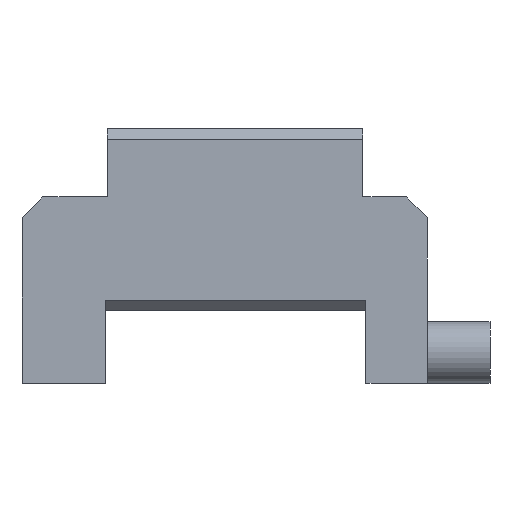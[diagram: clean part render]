
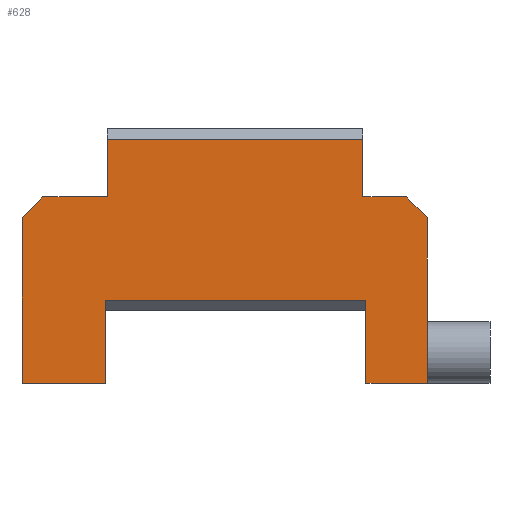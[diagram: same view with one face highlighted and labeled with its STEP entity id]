
A CAD part, front view. The second image highlights one B-rep face of the part: STEP entity #628.
In plain terms, the highlighted planar face has unit normal (0, -1, 0).
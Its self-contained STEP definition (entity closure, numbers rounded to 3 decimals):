
#49=FACE_OUTER_BOUND('',#84,.T.);
#84=EDGE_LOOP('',(#461,#462,#463,#464,#465,#466,#467,#468,#469,#470,#471,
#472,#473,#474,#475));
#145=LINE('',#961,#220);
#147=LINE('',#965,#222);
#149=LINE('',#969,#224);
#150=LINE('',#971,#225);
#151=LINE('',#973,#226);
#152=LINE('',#975,#227);
#153=LINE('',#977,#228);
#154=LINE('',#979,#229);
#155=LINE('',#981,#230);
#156=LINE('',#983,#231);
#157=LINE('',#985,#232);
#158=LINE('',#987,#233);
#159=LINE('',#989,#234);
#160=LINE('',#991,#235);
#161=LINE('',#992,#236);
#220=VECTOR('',#770,10.);
#222=VECTOR('',#774,10.);
#224=VECTOR('',#778,10.);
#225=VECTOR('',#779,10.);
#226=VECTOR('',#780,10.);
#227=VECTOR('',#781,10.);
#228=VECTOR('',#782,10.);
#229=VECTOR('',#783,10.);
#230=VECTOR('',#784,10.);
#231=VECTOR('',#785,10.);
#232=VECTOR('',#786,10.);
#233=VECTOR('',#787,10.);
#234=VECTOR('',#788,10.);
#235=VECTOR('',#789,10.);
#236=VECTOR('',#790,10.);
#290=VERTEX_POINT('',#958);
#291=VERTEX_POINT('',#960);
#292=VERTEX_POINT('',#964);
#293=VERTEX_POINT('',#968);
#294=VERTEX_POINT('',#970);
#295=VERTEX_POINT('',#972);
#296=VERTEX_POINT('',#974);
#297=VERTEX_POINT('',#976);
#298=VERTEX_POINT('',#978);
#299=VERTEX_POINT('',#980);
#300=VERTEX_POINT('',#982);
#301=VERTEX_POINT('',#984);
#302=VERTEX_POINT('',#986);
#303=VERTEX_POINT('',#988);
#304=VERTEX_POINT('',#990);
#353=EDGE_CURVE('',#290,#291,#145,.T.);
#355=EDGE_CURVE('',#292,#291,#147,.T.);
#357=EDGE_CURVE('',#290,#293,#149,.T.);
#358=EDGE_CURVE('',#293,#294,#150,.T.);
#359=EDGE_CURVE('',#295,#294,#151,.T.);
#360=EDGE_CURVE('',#296,#295,#152,.T.);
#361=EDGE_CURVE('',#296,#297,#153,.T.);
#362=EDGE_CURVE('',#297,#298,#154,.T.);
#363=EDGE_CURVE('',#299,#298,#155,.T.);
#364=EDGE_CURVE('',#300,#299,#156,.T.);
#365=EDGE_CURVE('',#301,#300,#157,.T.);
#366=EDGE_CURVE('',#301,#302,#158,.T.);
#367=EDGE_CURVE('',#302,#303,#159,.T.);
#368=EDGE_CURVE('',#304,#303,#160,.T.);
#369=EDGE_CURVE('',#304,#292,#161,.T.);
#461=ORIENTED_EDGE('',*,*,#353,.F.);
#462=ORIENTED_EDGE('',*,*,#357,.T.);
#463=ORIENTED_EDGE('',*,*,#358,.T.);
#464=ORIENTED_EDGE('',*,*,#359,.F.);
#465=ORIENTED_EDGE('',*,*,#360,.F.);
#466=ORIENTED_EDGE('',*,*,#361,.T.);
#467=ORIENTED_EDGE('',*,*,#362,.T.);
#468=ORIENTED_EDGE('',*,*,#363,.F.);
#469=ORIENTED_EDGE('',*,*,#364,.F.);
#470=ORIENTED_EDGE('',*,*,#365,.F.);
#471=ORIENTED_EDGE('',*,*,#366,.T.);
#472=ORIENTED_EDGE('',*,*,#367,.T.);
#473=ORIENTED_EDGE('',*,*,#368,.F.);
#474=ORIENTED_EDGE('',*,*,#369,.T.);
#475=ORIENTED_EDGE('',*,*,#355,.T.);
#599=PLANE('',#685);
#628=ADVANCED_FACE('',(#49),#599,.T.);
#685=AXIS2_PLACEMENT_3D('',#967,#776,#777);
#770=DIRECTION('',(0.707,0.,0.707));
#774=DIRECTION('',(-1.,0.,0.));
#776=DIRECTION('center_axis',(0.,-1.,0.));
#777=DIRECTION('ref_axis',(0.,0.,-1.));
#778=DIRECTION('',(0.,0.,-1.));
#779=DIRECTION('',(1.,0.,0.));
#780=DIRECTION('',(0.,0.,-1.));
#781=DIRECTION('',(-1.,0.,0.));
#782=DIRECTION('',(0.,0.,-1.));
#783=DIRECTION('',(1.,0.,0.));
#784=DIRECTION('',(0.,0.,-1.));
#785=DIRECTION('',(0.,0.,-1.));
#786=DIRECTION('',(0.707,0.,-0.707));
#787=DIRECTION('',(-1.,0.,0.));
#788=DIRECTION('',(0.,0.,1.));
#789=DIRECTION('',(1.,0.,0.));
#790=DIRECTION('',(0.,0.,-1.));
#958=CARTESIAN_POINT('',(0.,1.122,3.46));
#960=CARTESIAN_POINT('',(2.,1.122,5.46));
#961=CARTESIAN_POINT('',(2.635,1.122,6.095));
#964=CARTESIAN_POINT('',(8.2,1.122,5.46));
#965=CARTESIAN_POINT('',(0.,1.122,5.46));
#967=CARTESIAN_POINT('Origin',(0.,1.122,12.));
#968=CARTESIAN_POINT('',(0.,1.122,-12.41));
#969=CARTESIAN_POINT('',(0.,1.122,12.));
#970=CARTESIAN_POINT('',(8.,1.122,-12.41));
#971=CARTESIAN_POINT('',(0.,1.122,-12.41));
#972=CARTESIAN_POINT('',(8.,1.122,-4.46));
#973=CARTESIAN_POINT('',(8.,1.122,12.));
#974=CARTESIAN_POINT('',(33.,1.122,-4.46));
#975=CARTESIAN_POINT('',(4.,1.122,-4.46));
#976=CARTESIAN_POINT('',(33.,1.122,-12.41));
#977=CARTESIAN_POINT('',(33.,1.122,12.));
#978=CARTESIAN_POINT('',(38.9,1.122,-12.41));
#979=CARTESIAN_POINT('',(33.,1.122,-12.41));
#980=CARTESIAN_POINT('',(38.9,1.122,-9.46));
#981=CARTESIAN_POINT('',(38.9,1.122,12.));
#982=CARTESIAN_POINT('',(38.9,1.122,3.46));
#983=CARTESIAN_POINT('',(38.9,1.122,12.));
#984=CARTESIAN_POINT('',(36.9,1.122,5.46));
#985=CARTESIAN_POINT('',(26.54,1.122,15.82));
#986=CARTESIAN_POINT('',(32.7,1.122,5.46));
#987=CARTESIAN_POINT('',(19.45,1.122,5.46));
#988=CARTESIAN_POINT('',(32.7,1.122,11.));
#989=CARTESIAN_POINT('',(32.7,1.122,10.365));
#990=CARTESIAN_POINT('',(8.2,1.122,11.));
#991=CARTESIAN_POINT('',(0.,1.122,11.));
#992=CARTESIAN_POINT('',(8.2,1.122,10.365));
